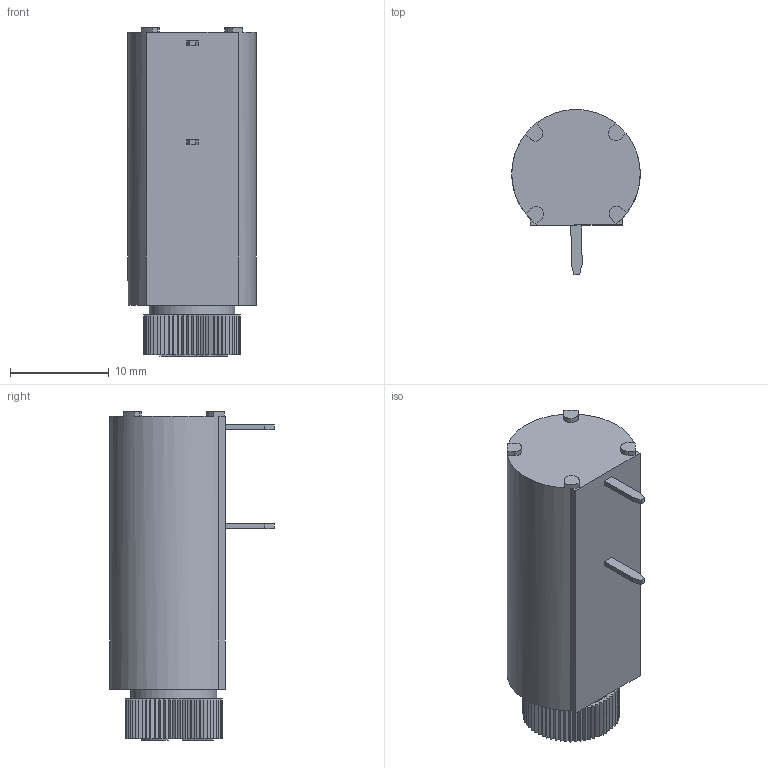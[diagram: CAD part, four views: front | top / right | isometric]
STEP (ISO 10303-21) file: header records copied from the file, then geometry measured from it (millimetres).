
FILE_DESCRIPTION( ( 'Unknown' ), '1' );
FILE_NAME( '696310001002 - PTF_50.stp', 'Unknown', ( 'Quentin LAIDEBEUR' ), ( 'WE' ), 'PSStep 15.0.49', 'Sample-box', ' ' );
FILE_SCHEMA( ( 'AUTOMOTIVE_DESIGN { 1 0 10303 214 1 1 1 1 }' ) );
Length unit declared in the file: millimetre
Products named in the file (1): 1
Bounding box: 13 x 16.7 x 33.3 mm (x, y, z)
Volume: 3735.9 mm3; surface area: 1831.4 mm2
Topology: 1 solids, 2 shells, 325 faces, 929 edges, 618 vertices
Faces by surface type: plane 316, cylinder 9
Full cylindrical faces by diameter (mm): 7.35 x1, 8.7 x1
Entity records: 18930 total; most frequent: CARTESIAN_POINT 1869, ORIENTED_EDGE 1852, DIRECTION 1607, PRESENTATION_STYLE_ASSIGNMENT 1577, COLOUR_RGB 1577, STYLED_ITEM 1252, CURVE_STYLE 1252, DRAUGHTING_PRE_DEFINED_CURVE_FONT 1252
